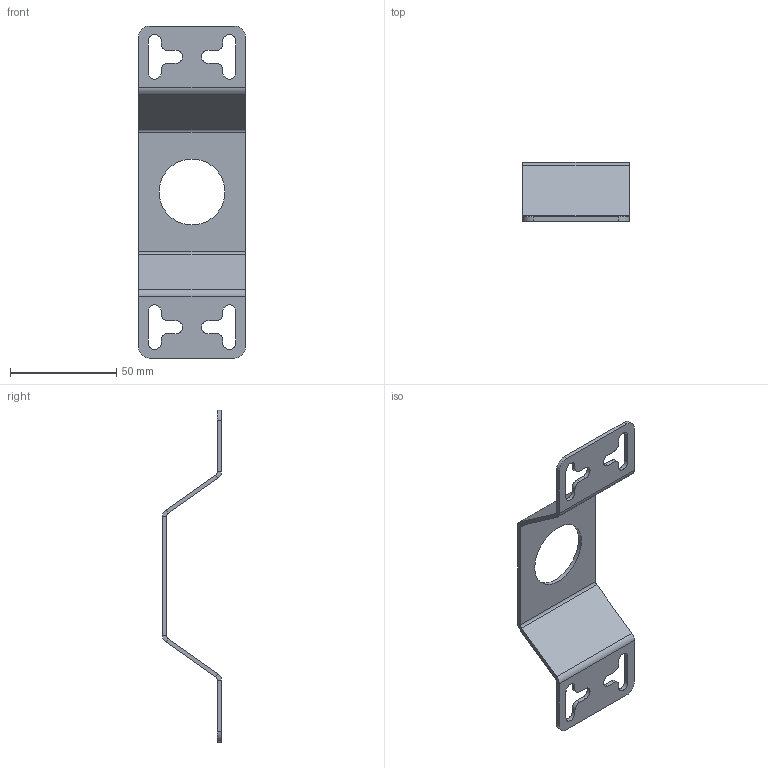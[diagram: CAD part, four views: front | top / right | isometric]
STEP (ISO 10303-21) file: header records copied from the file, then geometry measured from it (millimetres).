
FILE_DESCRIPTION((''),'2;1');
FILE_NAME('254754_SM01_ASM','2026-01-26T08:51:04',('banengservice'),('BANNER ENGINEERING'),'CREO PARAMETRIC BY PTC INC, 2022414','CREO PARAMETRIC BY PTC INC, 2022414','');
FILE_SCHEMA(('CONFIG_CONTROL_DESIGN'));
Length unit declared in the file: millimetre
Products named in the file (2): 254754_EP01; 254754_SM01_ASM
Assembly tree (1 placements, depth 2):
  254754_SM01_ASM
    254754_EP01
Bounding box: 50 x 27.65 x 156.06 mm (x, y, z)
Surface area: 16750 mm2 (no closed solid volume)
Topology: 0 solids, 1 shells, 84 faces, 214 edges, 132 vertices
Faces by surface type: plane 50, cylinder 34
Entity records: 2597 total; most frequent: DIRECTION 456, CARTESIAN_POINT 433, ORIENTED_EDGE 428, EDGE_CURVE 214, AXIS2_PLACEMENT_3D 155, VECTOR 146, LINE 146, VERTEX_POINT 132
